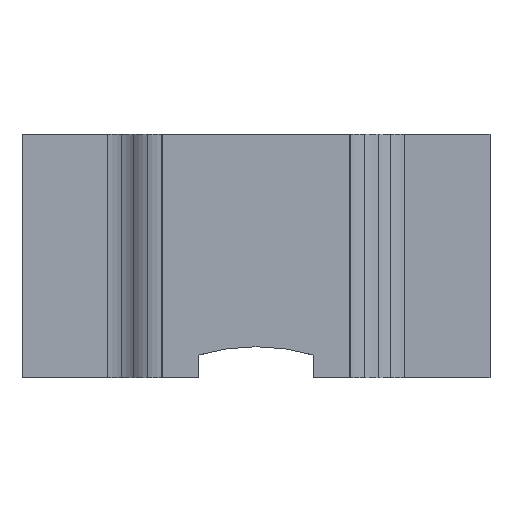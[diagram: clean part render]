
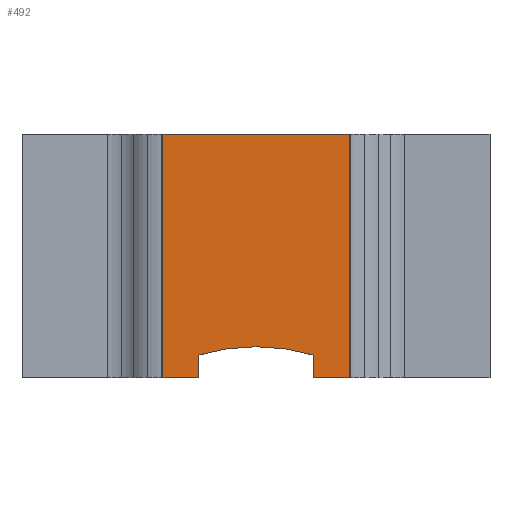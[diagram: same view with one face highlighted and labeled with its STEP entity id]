
A CAD part, top view. The second image highlights one B-rep face of the part: STEP entity #492.
In plain terms, the highlighted planar face has unit normal (0, 0, 1).
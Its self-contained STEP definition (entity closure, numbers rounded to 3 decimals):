
#35 = VERTEX_POINT ( 'NONE', #667 ) ;
#48 = LINE ( 'NONE', #78, #351 ) ;
#53 = EDGE_CURVE ( 'NONE', #405, #716, #584, .T. ) ;
#55 = VECTOR ( 'NONE', #881, 1000. ) ;
#74 = DIRECTION ( 'NONE',  ( 1., 0., 0. ) ) ;
#78 = CARTESIAN_POINT ( 'NONE',  ( 1., 0., 0.932 ) ) ;
#92 = CARTESIAN_POINT ( 'NONE',  ( 1.227, 0., 0.932 ) ) ;
#102 = AXIS2_PLACEMENT_3D ( 'NONE', #1135, #513, #74 ) ;
#103 = CARTESIAN_POINT ( 'NONE',  ( 0., -3.636, 0.932 ) ) ;
#131 = VECTOR ( 'NONE', #981, 1000. ) ;
#193 = VERTEX_POINT ( 'NONE', #903 ) ;
#239 = LINE ( 'NONE', #449, #597 ) ;
#251 = VECTOR ( 'NONE', #892, 1000. ) ;
#265 = EDGE_CURVE ( 'NONE', #35, #193, #48, .T. ) ;
#278 = LINE ( 'NONE', #92, #1243 ) ;
#326 = LINE ( 'NONE', #879, #55 ) ;
#351 = VECTOR ( 'NONE', #712, 1000. ) ;
#401 = DIRECTION ( 'NONE',  ( 0., -1., 0. ) ) ;
#405 = VERTEX_POINT ( 'NONE', #897 ) ;
#449 = CARTESIAN_POINT ( 'NONE',  ( 2., 5.2, 0.932 ) ) ;
#485 = CARTESIAN_POINT ( 'NONE',  ( 2., 0., 0.932 ) ) ;
#492 = ADVANCED_FACE ( 'NONE', ( #911 ), #1334, .T. ) ;
#496 = EDGE_CURVE ( 'NONE', #405, #193, #1040, .T. ) ;
#513 = DIRECTION ( 'NONE',  ( 0., 0., 1. ) ) ;
#522 = ORIENTED_EDGE ( 'NONE', *, *, #537, .F. ) ;
#534 = LINE ( 'NONE', #774, #251 ) ;
#537 = EDGE_CURVE ( 'NONE', #1222, #653, #278, .T. ) ;
#584 = LINE ( 'NONE', #657, #131 ) ;
#597 = VECTOR ( 'NONE', #644, 1000. ) ;
#609 = EDGE_CURVE ( 'NONE', #653, #1080, #1144, .T. ) ;
#616 = ORIENTED_EDGE ( 'NONE', *, *, #496, .T. ) ;
#644 = DIRECTION ( 'NONE',  ( 0., -1., 0. ) ) ;
#653 = VERTEX_POINT ( 'NONE', #727 ) ;
#657 = CARTESIAN_POINT ( 'NONE',  ( -2., 5.2, 0.932 ) ) ;
#667 = CARTESIAN_POINT ( 'NONE',  ( -1.227, 0., 0.932 ) ) ;
#712 = DIRECTION ( 'NONE',  ( -1., 0., 0. ) ) ;
#713 = ORIENTED_EDGE ( 'NONE', *, *, #609, .F. ) ;
#716 = VERTEX_POINT ( 'NONE', #1166 ) ;
#718 = ORIENTED_EDGE ( 'NONE', *, *, #1237, .F. ) ;
#727 = CARTESIAN_POINT ( 'NONE',  ( 1.227, 0.482, 0.932 ) ) ;
#756 = CARTESIAN_POINT ( 'NONE',  ( 1.227, 0., 0.932 ) ) ;
#774 = CARTESIAN_POINT ( 'NONE',  ( 1., 0., 0.932 ) ) ;
#834 = DIRECTION ( 'NONE',  ( -1., 0., 0. ) ) ;
#837 = DIRECTION ( 'NONE',  ( 0., 0., 1. ) ) ;
#843 = EDGE_LOOP ( 'NONE', ( #522, #1014, #718, #858, #616, #1240, #1208, #713 ) ) ;
#858 = ORIENTED_EDGE ( 'NONE', *, *, #53, .F. ) ;
#879 = CARTESIAN_POINT ( 'NONE',  ( -1.227, 0.482, 0.932 ) ) ;
#881 = DIRECTION ( 'NONE',  ( 0., -1., 0. ) ) ;
#892 = DIRECTION ( 'NONE',  ( -1., 0., 0. ) ) ;
#897 = CARTESIAN_POINT ( 'NONE',  ( -2., 5.2, 0.932 ) ) ;
#903 = CARTESIAN_POINT ( 'NONE',  ( -2., 0., 0.932 ) ) ;
#911 = FACE_OUTER_BOUND ( 'NONE', #843, .T. ) ;
#917 = CARTESIAN_POINT ( 'NONE',  ( -2., 5.2, 0.932 ) ) ;
#981 = DIRECTION ( 'NONE',  ( 1., 0., 0. ) ) ;
#1014 = ORIENTED_EDGE ( 'NONE', *, *, #1094, .F. ) ;
#1030 = DIRECTION ( 'NONE',  ( 0., 1., 0. ) ) ;
#1040 = LINE ( 'NONE', #917, #1354 ) ;
#1054 = EDGE_CURVE ( 'NONE', #1080, #35, #326, .T. ) ;
#1080 = VERTEX_POINT ( 'NONE', #1099 ) ;
#1094 = EDGE_CURVE ( 'NONE', #1095, #1222, #534, .T. ) ;
#1095 = VERTEX_POINT ( 'NONE', #485 ) ;
#1099 = CARTESIAN_POINT ( 'NONE',  ( -1.227, 0.482, 0.932 ) ) ;
#1135 = CARTESIAN_POINT ( 'NONE',  ( 2., 5.2, 0.932 ) ) ;
#1144 = CIRCLE ( 'NONE', #1319, 4.297 ) ;
#1166 = CARTESIAN_POINT ( 'NONE',  ( 2., 5.2, 0.932 ) ) ;
#1208 = ORIENTED_EDGE ( 'NONE', *, *, #1054, .F. ) ;
#1222 = VERTEX_POINT ( 'NONE', #756 ) ;
#1237 = EDGE_CURVE ( 'NONE', #716, #1095, #239, .T. ) ;
#1240 = ORIENTED_EDGE ( 'NONE', *, *, #265, .F. ) ;
#1243 = VECTOR ( 'NONE', #1030, 1000. ) ;
#1319 = AXIS2_PLACEMENT_3D ( 'NONE', #103, #837, #834 ) ;
#1334 = PLANE ( 'NONE',  #102 ) ;
#1354 = VECTOR ( 'NONE', #401, 1000. ) ;
